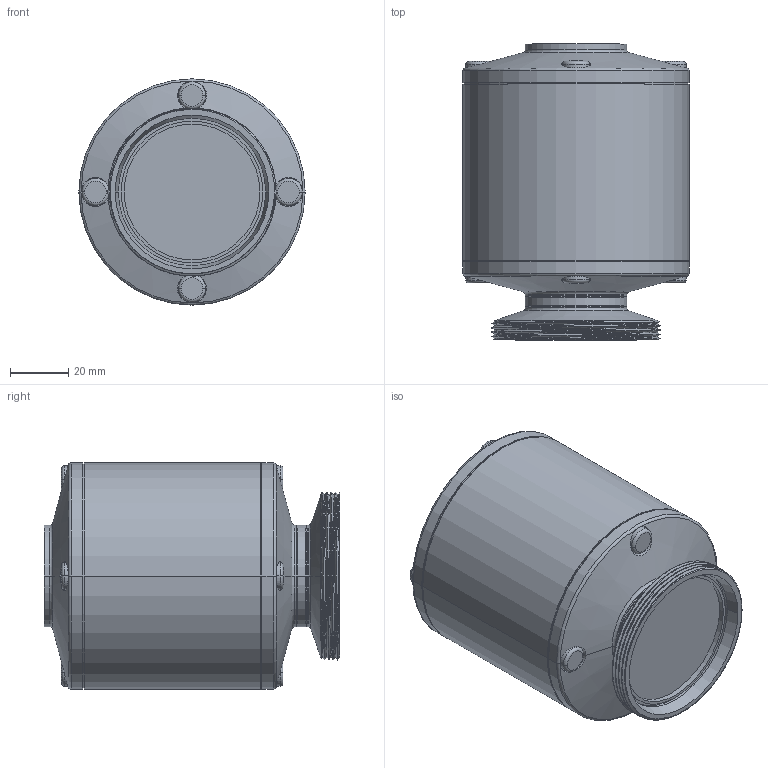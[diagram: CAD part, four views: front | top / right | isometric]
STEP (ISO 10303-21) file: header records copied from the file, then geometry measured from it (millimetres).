
FILE_DESCRIPTION (( 'STEP AP203' ), '1' );
FILE_NAME ('3D-M5091_DN32_174571015.STEP', '2024-09-20T11:09:47', ( '' ), ( '' ), 'SwSTEP 2.0', 'SolidWorks 2024', '' );
FILE_SCHEMA (( 'CONFIG_CONTROL_DESIGN' ));
Length unit declared in the file: millimetre
Products named in the file (1): 3D-M5091_DN32_174571015
Bounding box: 78 x 102 x 78 mm (x, y, z)
Volume: 383508.5 mm3; surface area: 37070.1 mm2
Topology: 1 solids, 1 shells, 142 faces, 308 edges, 182 vertices
Faces by surface type: cylinder 66, torus 26, plane 26, cone 21, bspline 3
Entity records: 5675 total; most frequent: CARTESIAN_POINT 2527, DIRECTION 700, ORIENTED_EDGE 608, AXIS2_PLACEMENT_3D 308, EDGE_CURVE 304, VERTEX_POINT 180, CIRCLE 168, EDGE_LOOP 158
